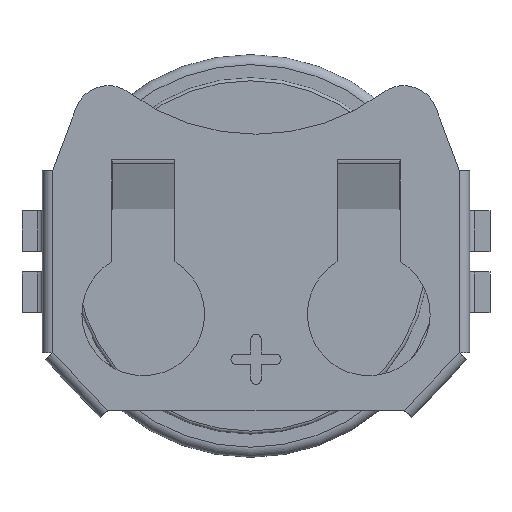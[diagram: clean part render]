
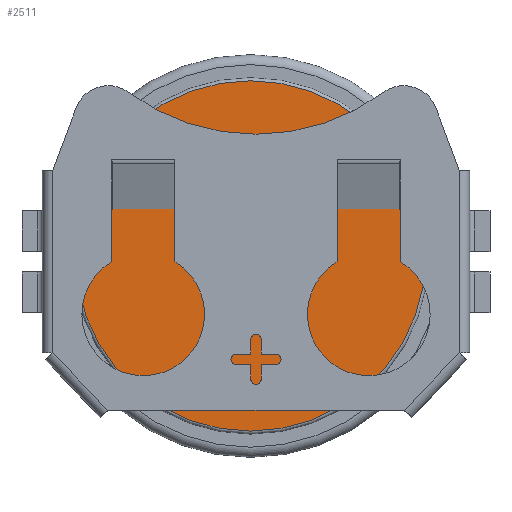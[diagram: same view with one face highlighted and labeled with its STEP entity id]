
A CAD part, top view. The second image highlights one B-rep face of the part: STEP entity #2511.
In plain terms, the highlighted planar face has unit normal (0, 0, 1).
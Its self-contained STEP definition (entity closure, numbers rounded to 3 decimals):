
#31=PLANE('',#2697);
#754=FACE_OUTER_BOUND('',#916,.T.);
#916=EDGE_LOOP('',(#1776));
#1084=CIRCLE('',#2692,8.7);
#1175=VERTEX_POINT('',#3747);
#1392=EDGE_CURVE('',#1175,#1175,#1084,.T.);
#1776=ORIENTED_EDGE('',*,*,#1392,.F.);
#2511=ADVANCED_FACE('',(#754),#31,.T.);
#2692=AXIS2_PLACEMENT_3D('',#3748,#2960,#2961);
#2697=AXIS2_PLACEMENT_3D('',#3756,#2971,#2972);
#2960=DIRECTION('center_axis',(0.,0.,-1.));
#2961=DIRECTION('ref_axis',(1.,0.,0.));
#2971=DIRECTION('center_axis',(0.,0.,1.));
#2972=DIRECTION('ref_axis',(1.,0.,0.));
#3747=CARTESIAN_POINT('',(-8.7,0.,3.2));
#3748=CARTESIAN_POINT('Origin',(0.,0.,3.2));
#3756=CARTESIAN_POINT('Origin',(0.,0.,3.2));
